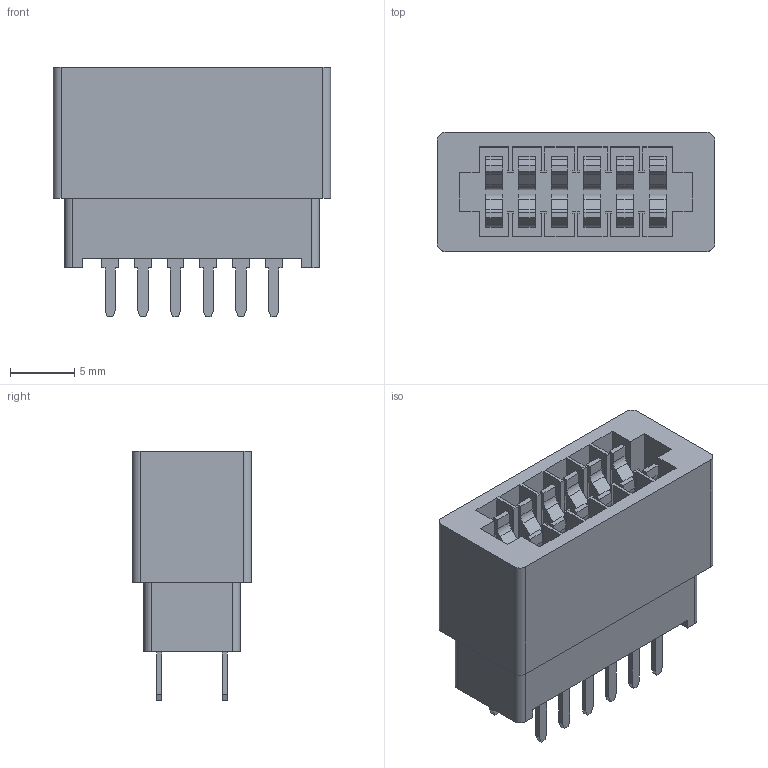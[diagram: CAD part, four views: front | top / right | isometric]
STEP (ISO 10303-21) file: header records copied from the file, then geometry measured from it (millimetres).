
FILE_DESCRIPTION (( 'STEP AP214' ), '1' );
FILE_NAME ('CONN-TH_12P-P2.54_WINGTAT_ED12BGFBK.STEP', '2023-03-26T12:40:04', ( '' ), ( '' ), 'SwSTEP 2.0', 'SolidWorks 2020', '' );
FILE_SCHEMA (( 'AUTOMOTIVE_DESIGN' ));
Length unit declared in the file: millimetre
Products named in the file (1): CONN-TH_12P-P2.54_WINGTAT_ED12BGFBK
Bounding box: 21.54 x 9.25 x 19.4 mm (x, y, z)
Volume: 1831.2 mm3; surface area: 2688.9 mm2
Topology: 1 solids, 1 shells, 688 faces, 1923 edges, 1282 vertices
Faces by surface type: plane 498, bspline 98, cylinder 92
Entity records: 30025 total; most frequent: CARTESIAN_POINT 5200, ORIENTED_EDGE 3846, DIRECTION 3089, EDGE_CURVE 1923, VECTOR 1539, LINE 1539, VERTEX_POINT 1282, AXIS2_PLACEMENT_3D 775
